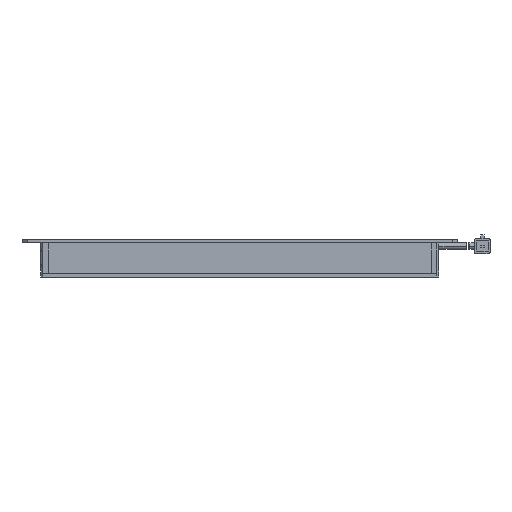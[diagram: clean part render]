
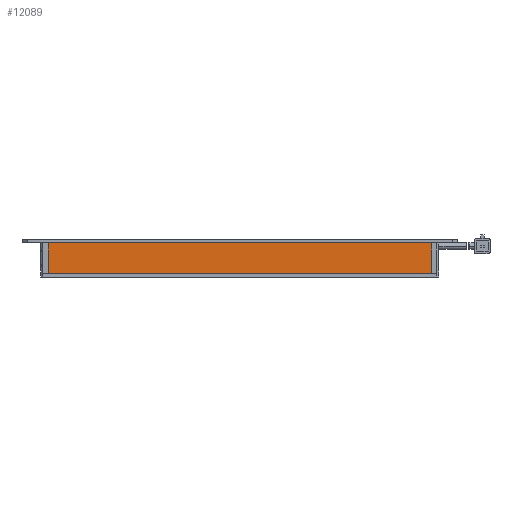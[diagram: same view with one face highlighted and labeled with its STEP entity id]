
A CAD part, front view. The second image highlights one B-rep face of the part: STEP entity #12089.
In plain terms, the highlighted planar face has unit normal (0, -1, 0).
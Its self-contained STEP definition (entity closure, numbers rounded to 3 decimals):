
#342 = DIRECTION ( 'NONE',  ( 1., 0., 0. ) ) ;
#4183 = CARTESIAN_POINT ( 'NONE',  ( 18.666, -139.379, -16. ) ) ;
#4692 = DIRECTION ( 'NONE',  ( 1., 0., 0. ) ) ;
#4785 = VERTEX_POINT ( 'NONE', #9444 ) ;
#5374 = EDGE_CURVE ( 'NONE', #14993, #4785, #19439, .T. ) ;
#6177 = VECTOR ( 'NONE', #14021, 1000. ) ;
#6822 = CARTESIAN_POINT ( 'NONE',  ( -82.484, -139.379, 0. ) ) ;
#6872 = CARTESIAN_POINT ( 'NONE',  ( -82.484, -139.379, -8. ) ) ;
#7089 = CARTESIAN_POINT ( 'NONE',  ( 119.816, -139.379, -8. ) ) ;
#7414 = EDGE_CURVE ( 'NONE', #10525, #14993, #17397, .T. ) ;
#7704 = VECTOR ( 'NONE', #22435, 1000. ) ;
#9310 = AXIS2_PLACEMENT_3D ( 'NONE', #21096, #10760, #342 ) ;
#9420 = CARTESIAN_POINT ( 'NONE',  ( -82.484, -139.379, -16. ) ) ;
#9444 = CARTESIAN_POINT ( 'NONE',  ( 119.816, -139.379, -16. ) ) ;
#10525 = VERTEX_POINT ( 'NONE', #6822 ) ;
#10760 = DIRECTION ( 'NONE',  ( 0., 1., 0. ) ) ;
#11108 = DIRECTION ( 'NONE',  ( -1., 0., 0. ) ) ;
#11573 = CARTESIAN_POINT ( 'NONE',  ( 119.816, -139.379, 0. ) ) ;
#11735 = ORIENTED_EDGE ( 'NONE', *, *, #18771, .F. ) ;
#11740 = VERTEX_POINT ( 'NONE', #9420 ) ;
#11996 = EDGE_CURVE ( 'NONE', #11740, #10525, #20965, .T. ) ;
#12089 = ADVANCED_FACE ( 'NONE', ( #18247 ), #12439, .F. ) ;
#12308 = VECTOR ( 'NONE', #4692, 1000. ) ;
#12439 = PLANE ( 'NONE',  #9310 ) ;
#12556 = ORIENTED_EDGE ( 'NONE', *, *, #5374, .F. ) ;
#12831 = ORIENTED_EDGE ( 'NONE', *, *, #7414, .F. ) ;
#13346 = CARTESIAN_POINT ( 'NONE',  ( 18.666, -139.379, 0. ) ) ;
#13368 = ORIENTED_EDGE ( 'NONE', *, *, #11996, .F. ) ;
#14021 = DIRECTION ( 'NONE',  ( 0., 0., -1. ) ) ;
#14993 = VERTEX_POINT ( 'NONE', #11573 ) ;
#16018 = LINE ( 'NONE', #4183, #21127 ) ;
#17397 = LINE ( 'NONE', #13346, #12308 ) ;
#18247 = FACE_OUTER_BOUND ( 'NONE', #22453, .T. ) ;
#18771 = EDGE_CURVE ( 'NONE', #4785, #11740, #16018, .T. ) ;
#19439 = LINE ( 'NONE', #7089, #6177 ) ;
#20965 = LINE ( 'NONE', #6872, #7704 ) ;
#21096 = CARTESIAN_POINT ( 'NONE',  ( 18.666, -139.379, -8. ) ) ;
#21127 = VECTOR ( 'NONE', #11108, 1000. ) ;
#22435 = DIRECTION ( 'NONE',  ( 0., 0., 1. ) ) ;
#22453 = EDGE_LOOP ( 'NONE', ( #11735, #12556, #12831, #13368 ) ) ;
